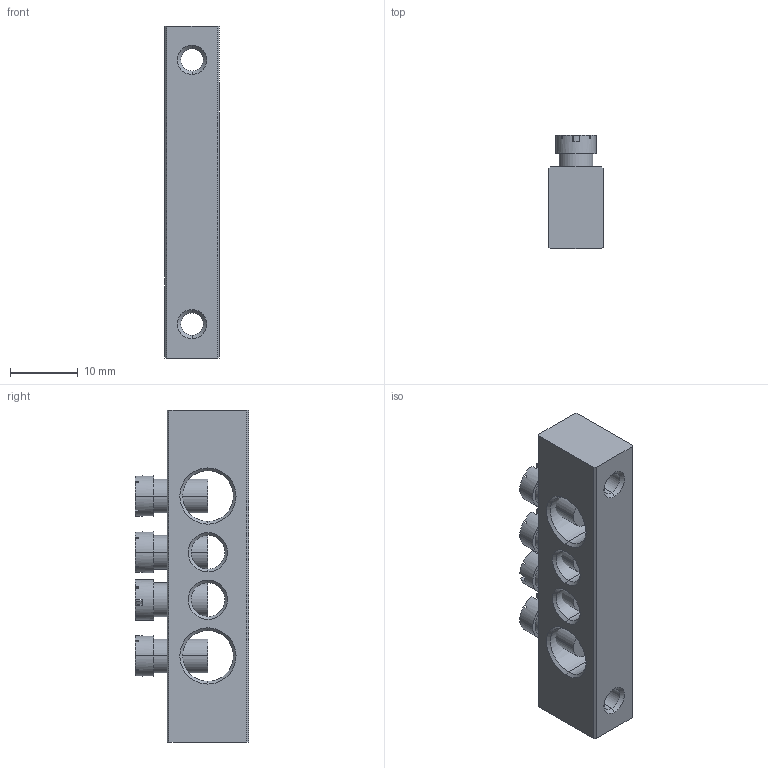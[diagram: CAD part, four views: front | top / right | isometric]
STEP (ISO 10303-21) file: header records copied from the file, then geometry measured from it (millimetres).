
FILE_DESCRIPTION (( 'STEP AP214' ), '1' );
FILE_NAME ('YNN21-04-100 Øèíà PEN çåìëÿ-íîëü 8õ12ìì 4_2 (4ãðóïïû_êðåï ïî êðàÿì) ÈÝÊ.STEP', '2016-08-24T13:33:53', ( 'user' ), ( '' ), 'SwSTEP 2.0', 'SolidWorks 2014', '' );
FILE_SCHEMA (( 'AUTOMOTIVE_DESIGN' ));
Length unit declared in the file: millimetre
Products named in the file (3): YNN21-04-100 Øèíà PEN çåìëÿ-íîëü 8õ12ìì 4_2 (4ãðóïïû_êðåï ïî êðàÿì) ÈÝÊ; Øèíà ÂõÍ n-2_8å12 4-2; Âèíò_Œ5
Assembly tree (5 placements, depth 2):
  YNN21-04-100 Øèíà PEN çåìëÿ-íîëü 8õ12ìì 4_2 (4ãðóïïû_êðåï ïî êðàÿì) ÈÝÊ
    Øèíà ÂõÍ n-2_8å12 4-2
    Âèíò_Œ5  x4
Bounding box: 8 x 16.7 x 49 mm (x, y, z)
Volume: 4150.8 mm3; surface area: 3705.9 mm2
Topology: 5 solids, 5 shells, 218 faces, 572 edges, 368 vertices
Faces by surface type: plane 146, cone 36, cylinder 36
Entity records: 3524 total; most frequent: CARTESIAN_POINT 825, DIRECTION 528, ORIENTED_EDGE 492, EDGE_CURVE 246, AXIS2_PLACEMENT_3D 202, VERTEX_POINT 155, LINE 124, VECTOR 124
